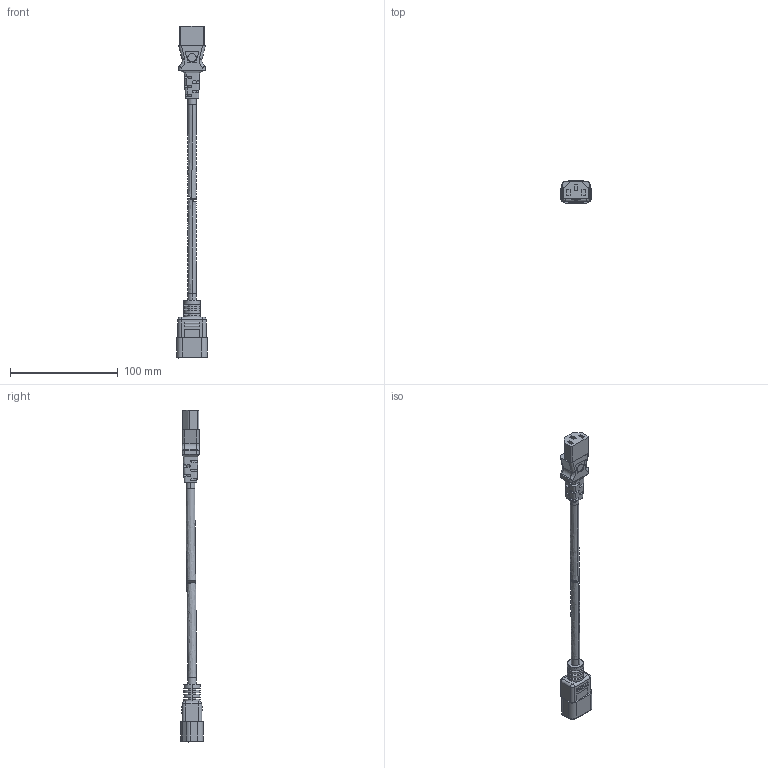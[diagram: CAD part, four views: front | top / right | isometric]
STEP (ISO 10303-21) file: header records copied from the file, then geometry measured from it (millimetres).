
FILE_DESCRIPTION (( 'STEP AP214' ), '1' );
FILE_NAME ('3500-055-E.STEP', '2019-01-25T20:34:37', ( '' ), ( '' ), 'SwSTEP 2.0', 'SolidWorks 2018', '' );
FILE_SCHEMA (( 'AUTOMOTIVE_DESIGN' ));
Length unit declared in the file: inch
Products named in the file (2): 3500-055-E
Bounding box: 28.65 x 20.65 x 307.72 mm (x, y, z)
Volume: 41716 mm3; surface area: 17982 mm2
Topology: 2 solids, 2 shells, 314 faces, 799 edges, 518 vertices
Faces by surface type: plane 158, cylinder 112, bspline 44
Entity records: 12248 total; most frequent: CARTESIAN_POINT 4982, ORIENTED_EDGE 1598, DIRECTION 1341, EDGE_CURVE 799, VERTEX_POINT 518, AXIS2_PLACEMENT_3D 454, VECTOR 433, LINE 433
